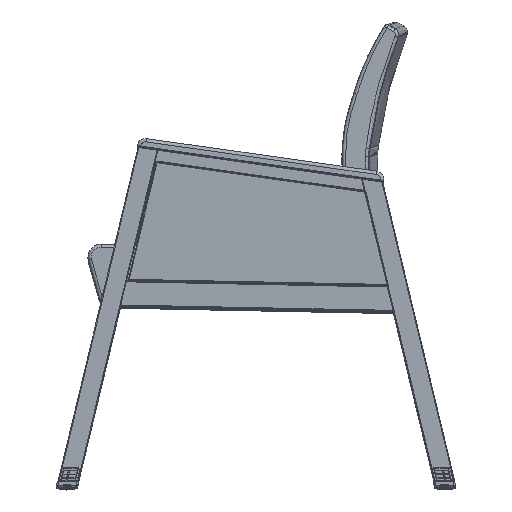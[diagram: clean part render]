
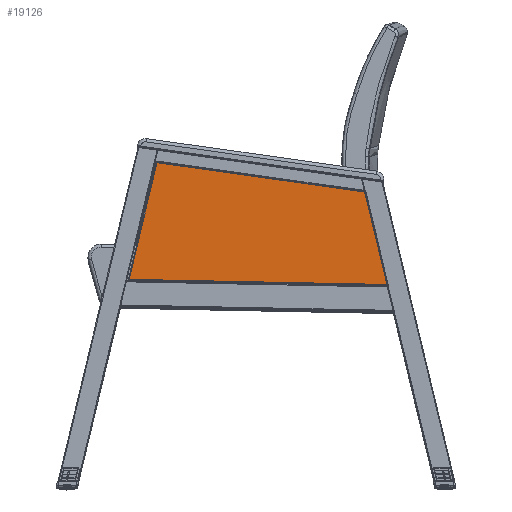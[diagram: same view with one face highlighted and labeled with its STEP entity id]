
A CAD part, top view. The second image highlights one B-rep face of the part: STEP entity #19126.
In plain terms, the highlighted face is planar.
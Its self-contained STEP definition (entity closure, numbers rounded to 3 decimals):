
#1181=PLANE('',#21039);
#2193=LINE('',#44880,#3407);
#2197=LINE('',#44889,#3411);
#2202=LINE('',#44903,#3416);
#2203=LINE('',#44904,#3417);
#3407=VECTOR('',#25027,0.394);
#3411=VECTOR('',#25035,0.394);
#3416=VECTOR('',#25050,0.394);
#3417=VECTOR('',#25051,0.394);
#5382=FACE_OUTER_BOUND('',#6723,.T.);
#6723=EDGE_LOOP('',(#16642,#16643,#16644,#16645));
#9652=VERTEX_POINT('',#44873);
#9655=VERTEX_POINT('',#44878);
#9658=VERTEX_POINT('',#44888);
#9662=VERTEX_POINT('',#44902);
#12091=EDGE_CURVE('',#9655,#9652,#2193,.T.);
#12095=EDGE_CURVE('',#9652,#9658,#2197,.T.);
#12102=EDGE_CURVE('',#9662,#9655,#2202,.T.);
#12103=EDGE_CURVE('',#9658,#9662,#2203,.T.);
#16642=ORIENTED_EDGE('',*,*,#12091,.F.);
#16643=ORIENTED_EDGE('',*,*,#12102,.F.);
#16644=ORIENTED_EDGE('',*,*,#12103,.F.);
#16645=ORIENTED_EDGE('',*,*,#12095,.F.);
#19126=ADVANCED_FACE('',(#5382),#1181,.T.);
#21039=AXIS2_PLACEMENT_3D('',#44901,#25048,#25049);
#25027=DIRECTION('',(0.,0.233,-0.972));
#25035=DIRECTION('',(0.,-1.,0.02));
#25048=DIRECTION('center_axis',(1.,0.,0.));
#25049=DIRECTION('ref_axis',(0.,0.,-1.));
#25050=DIRECTION('',(0.,0.99,-0.14));
#25051=DIRECTION('',(0.,0.233,0.972));
#44873=CARTESIAN_POINT('',(1.5,19.498,-0.33));
#44878=CARTESIAN_POINT('',(1.5,17.832,6.611));
#44880=CARTESIAN_POINT('',(1.5,18.777,2.676));
#44888=CARTESIAN_POINT('',(1.5,0.079,0.061));
#44889=CARTESIAN_POINT('',(1.5,4.575,-0.03));
#44901=CARTESIAN_POINT('Origin',(1.5,9.22,3.457));
#44902=CARTESIAN_POINT('',(1.5,2.184,8.829));
#44903=CARTESIAN_POINT('',(1.5,13.522,7.222));
#44904=CARTESIAN_POINT('',(1.5,1.748,7.011));
